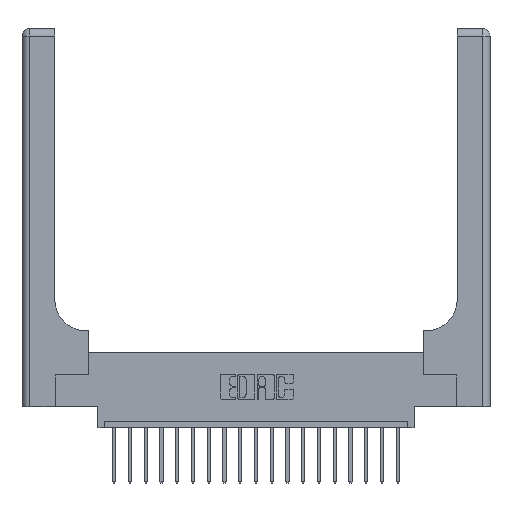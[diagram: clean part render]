
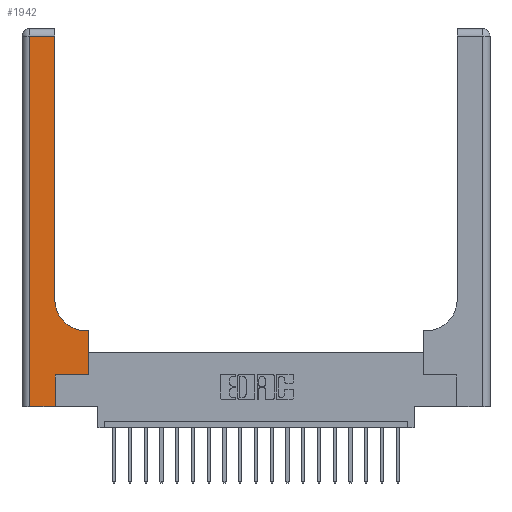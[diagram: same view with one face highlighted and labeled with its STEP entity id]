
A CAD part, top view. The second image highlights one B-rep face of the part: STEP entity #1942.
In plain terms, the highlighted planar face has unit normal (0, 0, 1).
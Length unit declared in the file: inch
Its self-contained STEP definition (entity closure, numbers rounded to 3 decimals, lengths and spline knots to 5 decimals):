
#267 = VECTOR ( 'NONE', #18172, 39.37008 ) ;
#523 = CARTESIAN_POINT ( 'NONE',  ( 0.26, 3., 0.37 ) ) ;
#536 = VERTEX_POINT ( 'NONE', #12730 ) ;
#558 = CARTESIAN_POINT ( 'NONE',  ( 0.51, 0.85, 0.37 ) ) ;
#1115 = VERTEX_POINT ( 'NONE', #19271 ) ;
#1583 = FACE_OUTER_BOUND ( 'NONE', #7685, .T. ) ;
#1713 = DIRECTION ( 'NONE',  ( 0., 1., 0. ) ) ;
#1872 = CARTESIAN_POINT ( 'NONE',  ( 0.528, 0.6, 0.37 ) ) ;
#1884 = LINE ( 'NONE', #17553, #14255 ) ;
#1942 = ADVANCED_FACE ( 'NONE', ( #1583 ), #7961, .F. ) ;
#2039 = ORIENTED_EDGE ( 'NONE', *, *, #14006, .T. ) ;
#2148 = EDGE_CURVE ( 'NONE', #19571, #536, #20048, .T. ) ;
#2153 = LINE ( 'NONE', #17923, #20233 ) ;
#2221 = EDGE_CURVE ( 'NONE', #1115, #19492, #7972, .T. ) ;
#2600 = CARTESIAN_POINT ( 'NONE',  ( 0.265, 0., 0.37 ) ) ;
#3149 = EDGE_CURVE ( 'NONE', #7179, #16010, #4682, .T. ) ;
#3213 = VECTOR ( 'NONE', #9073, 39.37008 ) ;
#3983 = DIRECTION ( 'NONE',  ( 1., 0., 0. ) ) ;
#4682 = CIRCLE ( 'NONE', #17984, 0.25 ) ;
#4836 = VECTOR ( 'NONE', #3983, 39.37008 ) ;
#5786 = ORIENTED_EDGE ( 'NONE', *, *, #2221, .T. ) ;
#6237 = CARTESIAN_POINT ( 'NONE',  ( 0.06, 0., 0.37 ) ) ;
#7039 = DIRECTION ( 'NONE',  ( 1., 0., 0. ) ) ;
#7083 = CARTESIAN_POINT ( 'NONE',  ( 0.265, 0., 0.37 ) ) ;
#7179 = VERTEX_POINT ( 'NONE', #9139 ) ;
#7229 = ORIENTED_EDGE ( 'NONE', *, *, #17943, .T. ) ;
#7685 = EDGE_LOOP ( 'NONE', ( #13059, #5786, #17399, #14263, #17599, #7229, #12776, #2039, #17090 ) ) ;
#7961 = PLANE ( 'NONE',  #15171 ) ;
#7972 = LINE ( 'NONE', #18926, #18227 ) ;
#8078 = VERTEX_POINT ( 'NONE', #12490 ) ;
#8262 = DIRECTION ( 'NONE',  ( 1., 0., 0. ) ) ;
#8398 = VERTEX_POINT ( 'NONE', #6237 ) ;
#9073 = DIRECTION ( 'NONE',  ( 0., 1., 0. ) ) ;
#9139 = CARTESIAN_POINT ( 'NONE',  ( 0.51, 0.6, 0.37 ) ) ;
#9482 = VERTEX_POINT ( 'NONE', #1872 ) ;
#9709 = CARTESIAN_POINT ( 'NONE',  ( 0., 3., 0.37 ) ) ;
#9896 = DIRECTION ( 'NONE',  ( -1., 0., 0. ) ) ;
#11785 = CARTESIAN_POINT ( 'NONE',  ( 0.06, 3., 0.37 ) ) ;
#12064 = EDGE_CURVE ( 'NONE', #8078, #9482, #15999, .T. ) ;
#12490 = CARTESIAN_POINT ( 'NONE',  ( 0.528, 0.25, 0.37 ) ) ;
#12689 = EDGE_CURVE ( 'NONE', #8398, #19571, #18585, .T. ) ;
#12730 = CARTESIAN_POINT ( 'NONE',  ( 0.265, 0.25, 0.37 ) ) ;
#12776 = ORIENTED_EDGE ( 'NONE', *, *, #12064, .T. ) ;
#12919 = CARTESIAN_POINT ( 'NONE',  ( 0.06, 2.94, 0.37 ) ) ;
#13059 = ORIENTED_EDGE ( 'NONE', *, *, #13781, .T. ) ;
#13781 = EDGE_CURVE ( 'NONE', #16010, #1115, #14802, .T. ) ;
#14006 = EDGE_CURVE ( 'NONE', #9482, #7179, #2153, .T. ) ;
#14255 = VECTOR ( 'NONE', #8262, 39.37008 ) ;
#14263 = ORIENTED_EDGE ( 'NONE', *, *, #12689, .T. ) ;
#14494 = DIRECTION ( 'NONE',  ( -1., 0., 0. ) ) ;
#14630 = CARTESIAN_POINT ( 'NONE',  ( 0.26, 0.85, 0.37 ) ) ;
#14665 = DIRECTION ( 'NONE',  ( -1., 0., 0. ) ) ;
#14802 = LINE ( 'NONE', #523, #20216 ) ;
#15045 = DIRECTION ( 'NONE',  ( 0., 0., -1. ) ) ;
#15171 = AXIS2_PLACEMENT_3D ( 'NONE', #9709, #16065, #14494 ) ;
#15231 = LINE ( 'NONE', #11785, #267 ) ;
#15999 = LINE ( 'NONE', #19348, #19469 ) ;
#16010 = VERTEX_POINT ( 'NONE', #14630 ) ;
#16065 = DIRECTION ( 'NONE',  ( 0., 0., -1. ) ) ;
#16589 = DIRECTION ( 'NONE',  ( 0., 1., 0. ) ) ;
#16688 = CARTESIAN_POINT ( 'NONE',  ( 0., 0., 0.37 ) ) ;
#17090 = ORIENTED_EDGE ( 'NONE', *, *, #3149, .T. ) ;
#17399 = ORIENTED_EDGE ( 'NONE', *, *, #18038, .T. ) ;
#17553 = CARTESIAN_POINT ( 'NONE',  ( 0.265, 0.25, 0.37 ) ) ;
#17599 = ORIENTED_EDGE ( 'NONE', *, *, #2148, .T. ) ;
#17923 = CARTESIAN_POINT ( 'NONE',  ( 0.26, 0.6, 0.37 ) ) ;
#17943 = EDGE_CURVE ( 'NONE', #536, #8078, #1884, .T. ) ;
#17984 = AXIS2_PLACEMENT_3D ( 'NONE', #558, #15045, #7039 ) ;
#18038 = EDGE_CURVE ( 'NONE', #19492, #8398, #15231, .T. ) ;
#18172 = DIRECTION ( 'NONE',  ( 0., -1., 0. ) ) ;
#18227 = VECTOR ( 'NONE', #9896, 39.37008 ) ;
#18585 = LINE ( 'NONE', #16688, #4836 ) ;
#18926 = CARTESIAN_POINT ( 'NONE',  ( 0., 2.94, 0.37 ) ) ;
#19271 = CARTESIAN_POINT ( 'NONE',  ( 0.26, 2.94, 0.37 ) ) ;
#19348 = CARTESIAN_POINT ( 'NONE',  ( 0.528, 0.25, 0.37 ) ) ;
#19469 = VECTOR ( 'NONE', #1713, 39.37008 ) ;
#19492 = VERTEX_POINT ( 'NONE', #12919 ) ;
#19571 = VERTEX_POINT ( 'NONE', #7083 ) ;
#20048 = LINE ( 'NONE', #2600, #3213 ) ;
#20216 = VECTOR ( 'NONE', #16589, 39.37008 ) ;
#20233 = VECTOR ( 'NONE', #14665, 39.37008 ) ;
